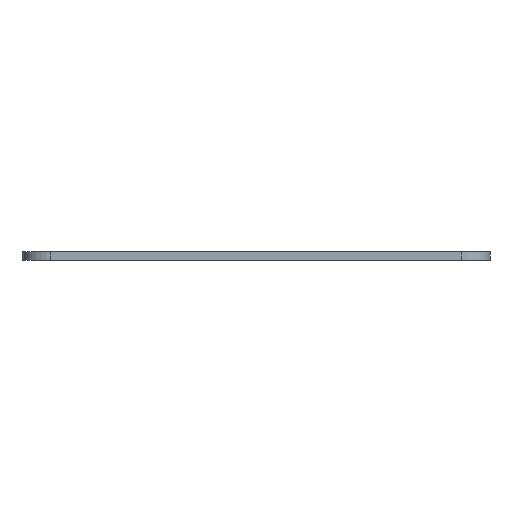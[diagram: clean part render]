
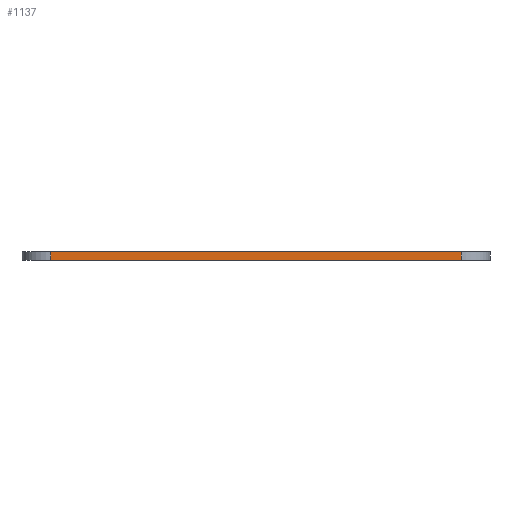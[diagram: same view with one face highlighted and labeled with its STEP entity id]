
A CAD part, left-side view. The second image highlights one B-rep face of the part: STEP entity #1137.
In plain terms, the highlighted planar face has unit normal (-1, 0, 0).
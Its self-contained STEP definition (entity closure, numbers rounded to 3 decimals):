
#37=PLANE('',#1235);
#73=FACE_OUTER_BOUND('',#141,.T.);
#141=EDGE_LOOP('',(#841,#842,#843,#844));
#216=LINE('',#1679,#336);
#241=LINE('',#1772,#361);
#242=LINE('',#1775,#362);
#243=LINE('',#1776,#363);
#336=VECTOR('',#1338,10.);
#361=VECTOR('',#1409,10.);
#362=VECTOR('',#1412,10.);
#363=VECTOR('',#1413,10.);
#506=VERTEX_POINT('',#1676);
#507=VERTEX_POINT('',#1678);
#552=VERTEX_POINT('',#1770);
#553=VERTEX_POINT('',#1774);
#620=EDGE_CURVE('',#506,#507,#216,.T.);
#667=EDGE_CURVE('',#507,#552,#241,.T.);
#668=EDGE_CURVE('',#553,#506,#242,.T.);
#669=EDGE_CURVE('',#552,#553,#243,.T.);
#841=ORIENTED_EDGE('',*,*,#667,.F.);
#842=ORIENTED_EDGE('',*,*,#620,.F.);
#843=ORIENTED_EDGE('',*,*,#668,.F.);
#844=ORIENTED_EDGE('',*,*,#669,.F.);
#1137=ADVANCED_FACE('',(#73),#37,.T.);
#1235=AXIS2_PLACEMENT_3D('',#1773,#1410,#1411);
#1338=DIRECTION('',(0.,1.,0.));
#1409=DIRECTION('',(0.,0.,1.));
#1410=DIRECTION('center_axis',(-1.,0.,0.));
#1411=DIRECTION('ref_axis',(0.,-1.,0.));
#1412=DIRECTION('',(0.,0.,-1.));
#1413=DIRECTION('',(0.,-1.,0.));
#1676=CARTESIAN_POINT('',(-9.697,-66.5,0.));
#1678=CARTESIAN_POINT('',(-9.697,5.1,0.));
#1679=CARTESIAN_POINT('',(-9.697,-71.5,0.));
#1770=CARTESIAN_POINT('',(-9.697,5.1,1.5));
#1772=CARTESIAN_POINT('',(-9.697,5.1,0.));
#1773=CARTESIAN_POINT('Origin',(-9.697,10.1,0.));
#1774=CARTESIAN_POINT('',(-9.697,-66.5,1.5));
#1775=CARTESIAN_POINT('',(-9.697,-66.5,0.));
#1776=CARTESIAN_POINT('',(-9.697,-71.5,1.5));
